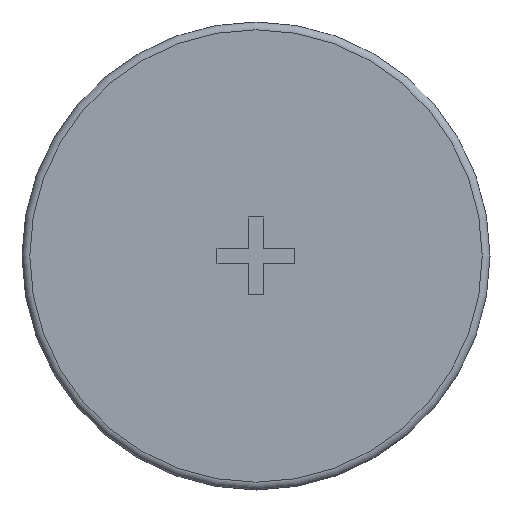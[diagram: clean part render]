
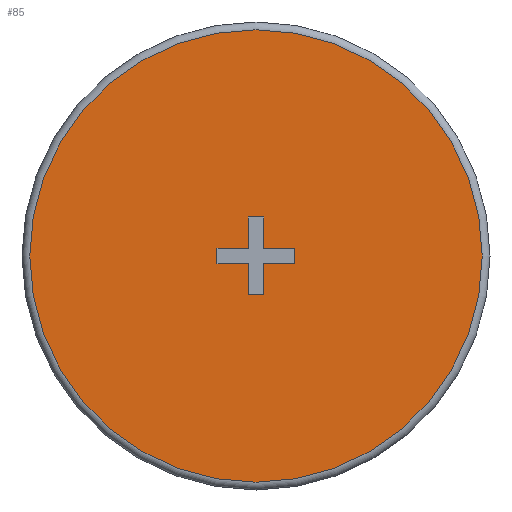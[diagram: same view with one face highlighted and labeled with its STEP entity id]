
A CAD part, front view. The second image highlights one B-rep face of the part: STEP entity #85.
In plain terms, the highlighted planar face has unit normal (0, -1, 0).
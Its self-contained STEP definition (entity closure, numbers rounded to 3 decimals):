
#85 = ADVANCED_FACE( '', ( #170, #171 ), #172, .F. );
#170 = FACE_BOUND( '', #247, .T. );
#171 = FACE_OUTER_BOUND( '', #248, .T. );
#172 = PLANE( '', #249 );
#247 = EDGE_LOOP( '', ( #405, #406, #407, #408, #409, #410, #411, #412, #413, #414, #415, #416 ) );
#248 = EDGE_LOOP( '', ( #417 ) );
#249 = AXIS2_PLACEMENT_3D( '', #418, #419, #420 );
#405 = ORIENTED_EDGE( '', *, *, #441, .T. );
#406 = ORIENTED_EDGE( '', *, *, #478, .F. );
#407 = ORIENTED_EDGE( '', *, *, #422, .T. );
#408 = ORIENTED_EDGE( '', *, *, #427, .T. );
#409 = ORIENTED_EDGE( '', *, *, #431, .T. );
#410 = ORIENTED_EDGE( '', *, *, #480, .T. );
#411 = ORIENTED_EDGE( '', *, *, #457, .T. );
#412 = ORIENTED_EDGE( '', *, *, #464, .T. );
#413 = ORIENTED_EDGE( '', *, *, #451, .T. );
#414 = ORIENTED_EDGE( '', *, *, #446, .T. );
#415 = ORIENTED_EDGE( '', *, *, #482, .T. );
#416 = ORIENTED_EDGE( '', *, *, #467, .T. );
#417 = ORIENTED_EDGE( '', *, *, #455, .T. );
#418 = CARTESIAN_POINT( '', ( 14.5, 0., 0. ) );
#419 = DIRECTION( '', ( 0., 1., 0. ) );
#420 = DIRECTION( '', ( 0., 0., 1. ) );
#422 = EDGE_CURVE( '', #486, #487, #488, .T. );
#427 = EDGE_CURVE( '', #487, #495, #496, .T. );
#431 = EDGE_CURVE( '', #495, #501, #502, .T. );
#441 = EDGE_CURVE( '', #517, #518, #519, .T. );
#446 = EDGE_CURVE( '', #526, #527, #528, .T. );
#451 = EDGE_CURVE( '', #535, #526, #536, .T. );
#455 = EDGE_CURVE( '', #541, #541, #542, .T. );
#457 = EDGE_CURVE( '', #544, #545, #546, .T. );
#464 = EDGE_CURVE( '', #545, #535, #556, .T. );
#467 = EDGE_CURVE( '', #559, #517, #560, .T. );
#478 = EDGE_CURVE( '', #486, #518, #573, .T. );
#480 = EDGE_CURVE( '', #501, #544, #575, .T. );
#482 = EDGE_CURVE( '', #527, #559, #577, .T. );
#486 = VERTEX_POINT( '', #581 );
#487 = VERTEX_POINT( '', #582 );
#488 = LINE( '', #583, #584 );
#495 = VERTEX_POINT( '', #594 );
#496 = LINE( '', #595, #596 );
#501 = VERTEX_POINT( '', #603 );
#502 = LINE( '', #604, #605 );
#517 = VERTEX_POINT( '', #622 );
#518 = VERTEX_POINT( '', #623 );
#519 = LINE( '', #624, #625 );
#526 = VERTEX_POINT( '', #635 );
#527 = VERTEX_POINT( '', #636 );
#528 = LINE( '', #637, #638 );
#535 = VERTEX_POINT( '', #648 );
#536 = LINE( '', #649, #650 );
#541 = VERTEX_POINT( '', #657 );
#542 = CIRCLE( '', #658, 14.5 );
#544 = VERTEX_POINT( '', #660 );
#545 = VERTEX_POINT( '', #661 );
#546 = LINE( '', #662, #663 );
#556 = LINE( '', #676, #677 );
#559 = VERTEX_POINT( '', #681 );
#560 = LINE( '', #682, #683 );
#573 = LINE( '', #701, #702 );
#575 = LINE( '', #704, #705 );
#577 = LINE( '', #707, #708 );
#581 = CARTESIAN_POINT( '', ( 2.5, 0., -0.5 ) );
#582 = CARTESIAN_POINT( '', ( 0.5, 0., -0.5 ) );
#583 = CARTESIAN_POINT( '', ( 2.5, 0., -0.5 ) );
#584 = VECTOR( '', #711, 1000. );
#594 = CARTESIAN_POINT( '', ( 0.5, 0., -2.5 ) );
#595 = CARTESIAN_POINT( '', ( 0.5, 0., -0.5 ) );
#596 = VECTOR( '', #715, 1000. );
#603 = CARTESIAN_POINT( '', ( -0.5, 0., -2.5 ) );
#604 = CARTESIAN_POINT( '', ( 0.5, 0., -2.5 ) );
#605 = VECTOR( '', #718, 1000. );
#622 = CARTESIAN_POINT( '', ( 0.5, 0., 0.5 ) );
#623 = CARTESIAN_POINT( '', ( 2.5, 0., 0.5 ) );
#624 = CARTESIAN_POINT( '', ( 0.5, 0., 0.5 ) );
#625 = VECTOR( '', #733, 1000. );
#635 = CARTESIAN_POINT( '', ( -0.5, 0., 0.5 ) );
#636 = CARTESIAN_POINT( '', ( -0.5, 0., 2.5 ) );
#637 = CARTESIAN_POINT( '', ( -0.5, 0., 0.5 ) );
#638 = VECTOR( '', #737, 1000. );
#648 = CARTESIAN_POINT( '', ( -2.5, 0., 0.5 ) );
#649 = CARTESIAN_POINT( '', ( -2.5, 0., 0.5 ) );
#650 = VECTOR( '', #741, 1000. );
#657 = CARTESIAN_POINT( '', ( 0., 0., -14.5 ) );
#658 = AXIS2_PLACEMENT_3D( '', #744, #745, #746 );
#660 = CARTESIAN_POINT( '', ( -0.5, 0., -0.5 ) );
#661 = CARTESIAN_POINT( '', ( -2.5, 0., -0.5 ) );
#662 = CARTESIAN_POINT( '', ( -0.5, 0., -0.5 ) );
#663 = VECTOR( '', #747, 1000. );
#676 = CARTESIAN_POINT( '', ( -2.5, 0., -0.5 ) );
#677 = VECTOR( '', #754, 1000. );
#681 = CARTESIAN_POINT( '', ( 0.5, 0., 2.5 ) );
#682 = CARTESIAN_POINT( '', ( 0.5, 0., 2.5 ) );
#683 = VECTOR( '', #756, 1000. );
#701 = CARTESIAN_POINT( '', ( 2.5, 0., 0. ) );
#702 = VECTOR( '', #765, 1000. );
#704 = CARTESIAN_POINT( '', ( -0.5, 0., -2.5 ) );
#705 = VECTOR( '', #766, 1000. );
#707 = CARTESIAN_POINT( '', ( -0.5, 0., 2.5 ) );
#708 = VECTOR( '', #767, 1000. );
#711 = DIRECTION( '', ( -1., 0., 0. ) );
#715 = DIRECTION( '', ( 0., 0., -1. ) );
#718 = DIRECTION( '', ( -1., 0., 0. ) );
#733 = DIRECTION( '', ( 1., 0., 0. ) );
#737 = DIRECTION( '', ( 0., 0., 1. ) );
#741 = DIRECTION( '', ( 1., 0., 0. ) );
#744 = CARTESIAN_POINT( '', ( 0., 0., 0. ) );
#745 = DIRECTION( '', ( 0., -1., 0. ) );
#746 = DIRECTION( '', ( 0., 0., -1. ) );
#747 = DIRECTION( '', ( -1., 0., 0. ) );
#754 = DIRECTION( '', ( 0., 0., 1. ) );
#756 = DIRECTION( '', ( 0., 0., -1. ) );
#765 = DIRECTION( '', ( 0., 0., 1. ) );
#766 = DIRECTION( '', ( 0., 0., 1. ) );
#767 = DIRECTION( '', ( 1., 0., 0. ) );
